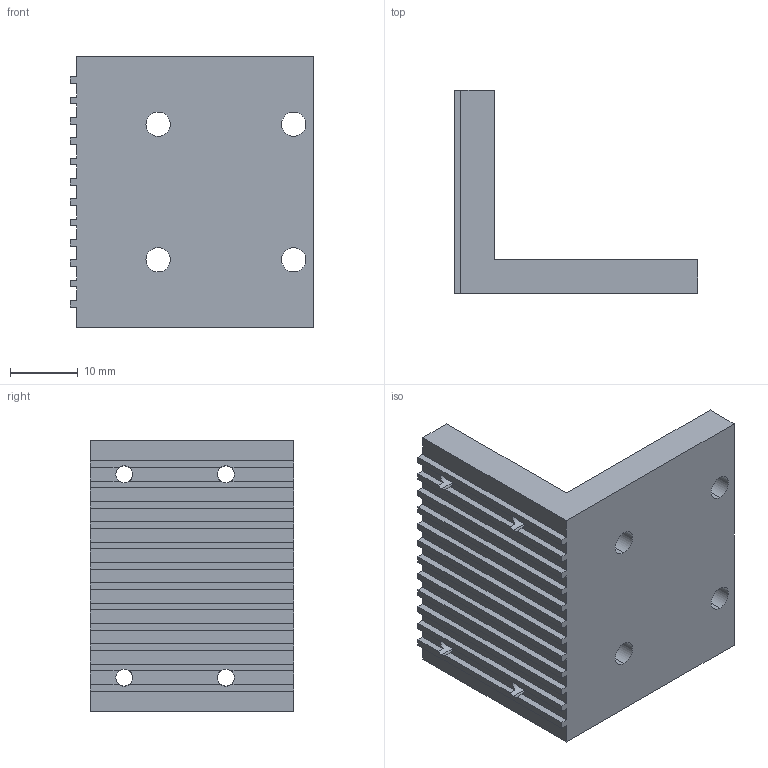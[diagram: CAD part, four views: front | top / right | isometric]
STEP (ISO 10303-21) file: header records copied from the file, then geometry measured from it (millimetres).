
FILE_DESCRIPTION (( 'STEP AP214' ), '1' );
FILE_NAME ('fix_courroie.STEP', '2025-06-10T02:58:01', ( '' ), ( '' ), 'SwSTEP 2.0', 'SolidWorks 2024', '' );
FILE_SCHEMA (( 'AUTOMOTIVE_DESIGN' ));
Length unit declared in the file: millimetre
Products named in the file (1): fix_courroie
Bounding box: 36 x 30 x 40 mm (x, y, z)
Volume: 12056.2 mm3; surface area: 6807.4 mm2
Topology: 1 solids, 1 shells, 84 faces, 258 edges, 172 vertices
Faces by surface type: plane 68, cylinder 16
Entity records: 2925 total; most frequent: ORIENTED_EDGE 516, CARTESIAN_POINT 515, DIRECTION 476, EDGE_CURVE 258, LINE 210, VECTOR 210, VERTEX_POINT 172, AXIS2_PLACEMENT_3D 133
